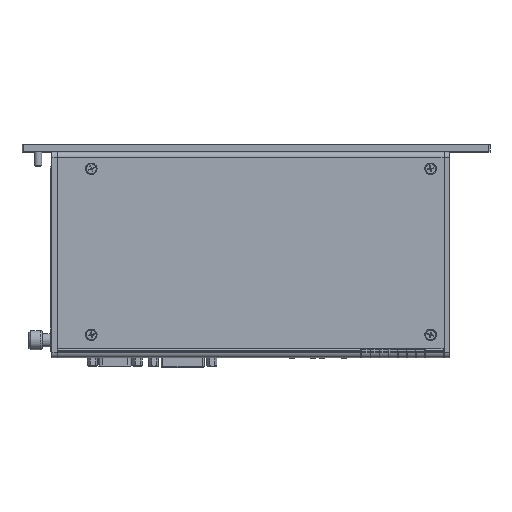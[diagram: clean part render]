
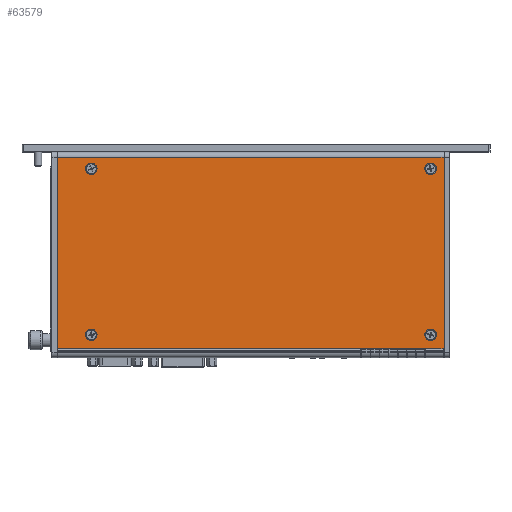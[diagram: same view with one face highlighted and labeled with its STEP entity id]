
A CAD part, top view. The second image highlights one B-rep face of the part: STEP entity #63579.
In plain terms, the highlighted planar face has unit normal (0, 0, 1).
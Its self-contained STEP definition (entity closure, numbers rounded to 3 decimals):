
#23022=CARTESIAN_POINT('',(-215.5,1.9,46.));
#23023=VERTEX_POINT('',#23022);
#23030=CARTESIAN_POINT('',(-215.5,109.,46.));
#23031=VERTEX_POINT('',#23030);
#23032=CARTESIAN_POINT('',(-215.5,1.9,46.));
#23033=DIRECTION('',(0.0,1.0,0.0));
#23034=VECTOR('',#23033,107.1);
#23035=LINE('',#23032,#23034);
#23036=EDGE_CURVE('',#23023,#23031,#23035,.T.);
#61728=CARTESIAN_POINT('',(1.,109.,46.));
#61729=VERTEX_POINT('',#61728);
#61737=CARTESIAN_POINT('',(1.,1.9,46.));
#61738=VERTEX_POINT('',#61737);
#61739=CARTESIAN_POINT('',(1.,109.,46.));
#61740=DIRECTION('',(0.0,-1.0,0.0));
#61741=VECTOR('',#61740,107.1);
#61742=LINE('',#61739,#61741);
#61743=EDGE_CURVE('',#61729,#61738,#61742,.T.);
#63323=CARTESIAN_POINT('',(-215.5,109.,46.));
#63324=DIRECTION('',(1.0,0.0,0.0));
#63325=VECTOR('',#63324,216.5);
#63326=LINE('',#63323,#63325);
#63327=EDGE_CURVE('',#23031,#61729,#63326,.T.);
#63455=CARTESIAN_POINT('',(1.,1.9,46.));
#63456=DIRECTION('',(-1.0,0.0,0.0));
#63457=VECTOR('',#63456,216.5);
#63458=LINE('',#63455,#63457);
#63459=EDGE_CURVE('',#61738,#23023,#63458,.T.);
#63484=CARTESIAN_POINT('',(-196.5,12.75,46.));
#63485=VERTEX_POINT('',#63484);
#63486=CARTESIAN_POINT('',(-196.5,9.5,46.));
#63487=DIRECTION('',(0.0,0.0,-1.0));
#63488=DIRECTION('',(0.0,1.0,0.0));
#63489=AXIS2_PLACEMENT_3D('',#63486,#63487,#63488);
#63490=CIRCLE('',#63489,3.25);
#63491=EDGE_CURVE('',#63485,#63485,#63490,.T.);
#63504=CARTESIAN_POINT('',(-6.5,105.75,46.));
#63505=VERTEX_POINT('',#63504);
#63506=CARTESIAN_POINT('',(-6.5,102.5,46.));
#63507=DIRECTION('',(0.0,0.0,-1.0));
#63508=DIRECTION('',(0.0,1.0,0.0));
#63509=AXIS2_PLACEMENT_3D('',#63506,#63507,#63508);
#63510=CIRCLE('',#63509,3.25);
#63511=EDGE_CURVE('',#63505,#63505,#63510,.T.);
#63524=CARTESIAN_POINT('',(-196.5,105.75,46.));
#63525=VERTEX_POINT('',#63524);
#63526=CARTESIAN_POINT('',(-196.5,102.5,46.));
#63527=DIRECTION('',(0.0,0.0,-1.0));
#63528=DIRECTION('',(0.0,1.0,0.0));
#63529=AXIS2_PLACEMENT_3D('',#63526,#63527,#63528);
#63530=CIRCLE('',#63529,3.25);
#63531=EDGE_CURVE('',#63525,#63525,#63530,.T.);
#63544=CARTESIAN_POINT('',(-6.5,12.75,46.));
#63545=VERTEX_POINT('',#63544);
#63546=CARTESIAN_POINT('',(-6.5,9.5,46.));
#63547=DIRECTION('',(0.0,0.0,-1.0));
#63548=DIRECTION('',(0.0,1.0,0.0));
#63549=AXIS2_PLACEMENT_3D('',#63546,#63547,#63548);
#63550=CIRCLE('',#63549,3.25);
#63551=EDGE_CURVE('',#63545,#63545,#63550,.T.);
#63556=CARTESIAN_POINT('',(-107.25,57.55,46.));
#63557=DIRECTION('',(0.0,0.0,1.0));
#63558=DIRECTION('',(0.0,1.0,0.0));
#63559=AXIS2_PLACEMENT_3D('',#63556,#63557,#63558);
#63560=PLANE('',#63559);
#63561=ORIENTED_EDGE('',*,*,#63327,.F.);
#63562=ORIENTED_EDGE('',*,*,#23036,.F.);
#63563=ORIENTED_EDGE('',*,*,#63459,.F.);
#63564=ORIENTED_EDGE('',*,*,#61743,.F.);
#63565=EDGE_LOOP('',(#63561,#63562,#63563,#63564));
#63566=FACE_OUTER_BOUND('',#63565,.T.);
#63567=ORIENTED_EDGE('',*,*,#63491,.T.);
#63568=EDGE_LOOP('',(#63567));
#63569=FACE_BOUND('',#63568,.T.);
#63570=ORIENTED_EDGE('',*,*,#63511,.T.);
#63571=EDGE_LOOP('',(#63570));
#63572=FACE_BOUND('',#63571,.T.);
#63573=ORIENTED_EDGE('',*,*,#63531,.T.);
#63574=EDGE_LOOP('',(#63573));
#63575=FACE_BOUND('',#63574,.T.);
#63576=ORIENTED_EDGE('',*,*,#63551,.T.);
#63577=EDGE_LOOP('',(#63576));
#63578=FACE_BOUND('',#63577,.T.);
#63579=ADVANCED_FACE('',(#63566,#63569,#63572,#63575,#63578),#63560,.T.);
